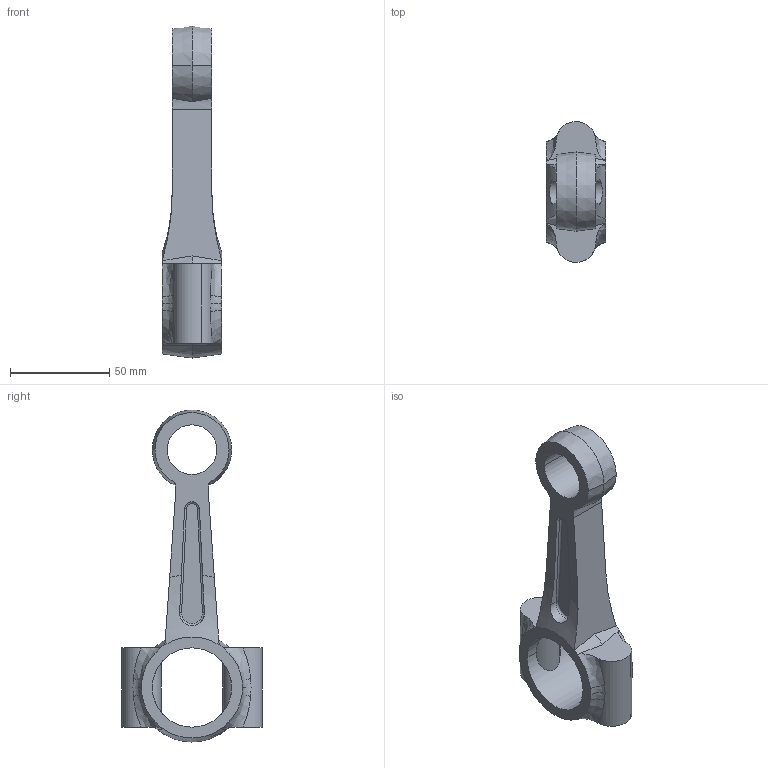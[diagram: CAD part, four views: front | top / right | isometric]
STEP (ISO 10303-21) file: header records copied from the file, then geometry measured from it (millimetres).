
FILE_DESCRIPTION(('CATIA V5 STEP Exchange'),'2;1');
FILE_NAME('Part2.stp','2021-05-28T11:53:04+00:00',('none'),('none'),'CATIA Version 5 Release 21 GA (IN-10)','CATIA V5 STEP AP203','none');
FILE_SCHEMA(('CONFIG_CONTROL_DESIGN'));
Length unit declared in the file: millimetre
Products named in the file (1): Part2
Bounding box: 30 x 71.05 x 167.5 mm (x, y, z)
Volume: 90733.7 mm3; surface area: 24113.2 mm2
Topology: 1 solids, 1 shells, 84 faces, 222 edges, 140 vertices
Faces by surface type: cylinder 22, cone 20, bspline 20, plane 16, torus 4, revolution 2
Entity records: 4088 total; most frequent: CARTESIAN_POINT 2327, ORIENTED_EDGE 444, EDGE_CURVE 222, DIRECTION 200, VERTEX_POINT 140, AXIS2_PLACEMENT_3D 119, B_SPLINE_CURVE_WITH_KNOTS 98, EDGE_LOOP 88
